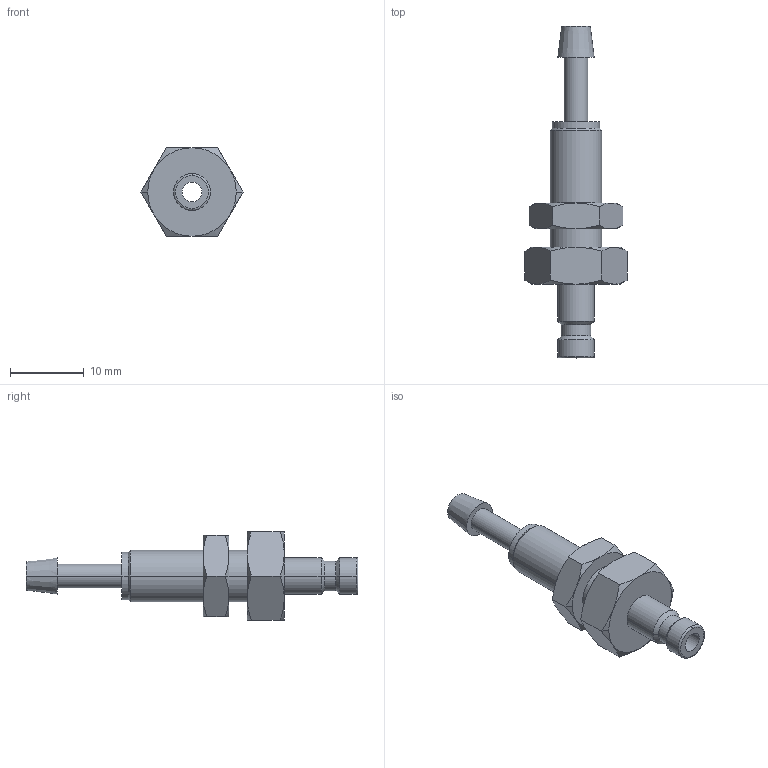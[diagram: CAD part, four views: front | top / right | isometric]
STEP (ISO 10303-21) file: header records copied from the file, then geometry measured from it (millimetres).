
FILE_DESCRIPTION(('STEP AP214'),'1');
FILE_NAME('ESMCE_4_SSV.stp','2020-08-17T11:37:31',('TraceParts'),('TraceParts S.A.'),'Spatial InterOp 3D',' ',' ');
FILE_SCHEMA(('AUTOMOTIVE_DESIGN { 1 0 10303 214 1 1 1 1 }'));
Length unit declared in the file: millimetre
Products named in the file (1): ESMCE_4_SSV_1
Bounding box: 13.86 x 45 x 12 mm (x, y, z)
Volume: 1577.2 mm3; surface area: 1834.5 mm2
Topology: 2 solids, 2 shells, 82 faces, 175 edges, 101 vertices
Faces by surface type: cone 44, plane 20, cylinder 16, torus 2
Entity records: 2674 total; most frequent: CARTESIAN_POINT 552, DIRECTION 374, ORIENTED_EDGE 350, EDGE_CURVE 175, AXIS2_PLACEMENT_3D 163, VERTEX_POINT 101, EDGE_LOOP 90, ADVANCED_FACE 82
